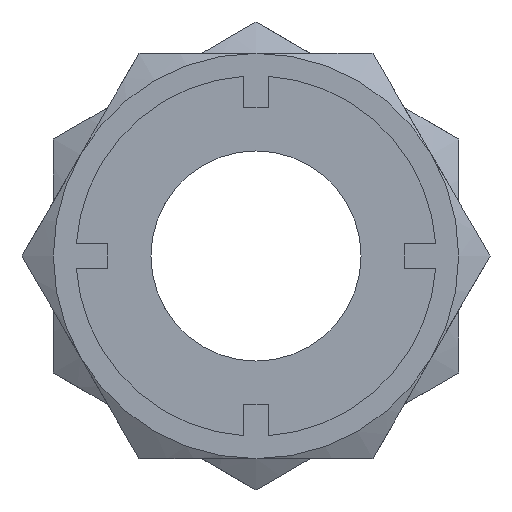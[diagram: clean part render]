
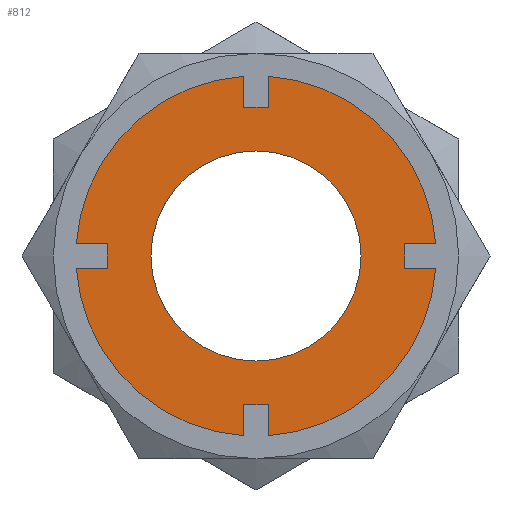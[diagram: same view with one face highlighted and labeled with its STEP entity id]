
A CAD part, left-side view. The second image highlights one B-rep face of the part: STEP entity #812.
In plain terms, the highlighted planar face has unit normal (-1, 0, 0).
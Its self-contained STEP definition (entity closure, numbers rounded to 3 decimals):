
#332=EDGE_CURVE('',#878,#784,#942,.T.);
#370=EDGE_CURVE('',#464,#890,#984,.T.);
#372=VERTEX_POINT('',#986);
#392=EDGE_CURVE('',#880,#620,#1008,.T.);
#464=VERTEX_POINT('',#1089);
#472=VERTEX_POINT('',#1097);
#476=VERTEX_POINT('',#1101);
#484=EDGE_CURVE('',#762,#372,#1109,.T.);
#492=EDGE_CURVE('',#880,#526,#1118,.T.);
#526=VERTEX_POINT('',#1154);
#546=VERTEX_POINT('',#1178);
#550=EDGE_CURVE('',#546,#620,#1183,.T.);
#554=VERTEX_POINT('',#1187);
#572=EDGE_CURVE('',#472,#554,#1207,.T.);
#590=EDGE_CURVE('',#762,#842,#1226,.T.);
#596=VERTEX_POINT('',#1232);
#604=EDGE_CURVE('',#596,#554,#1241,.T.);
#620=VERTEX_POINT('',#1260);
#626=EDGE_CURVE('',#672,#372,#1266,.T.);
#632=EDGE_CURVE('',#596,#878,#1272,.T.);
#672=VERTEX_POINT('',#1318);
#690=EDGE_CURVE('',#890,#546,#1338,.T.);
#706=EDGE_CURVE('',#832,#800,#1355,.T.);
#714=EDGE_CURVE('',#526,#672,#1363,.T.);
#724=EDGE_CURVE('',#464,#476,#1375,.T.);
#762=VERTEX_POINT('',#1417);
#766=EDGE_CURVE('',#784,#476,#1421,.T.);
#780=EDGE_CURVE('',#842,#472,#1437,.T.);
#784=VERTEX_POINT('',#1441);
#800=VERTEX_POINT('',#1457);
#802=EDGE_CURVE('',#800,#832,#1459,.T.);
#812=ADVANCED_FACE('',(#1470,#1471),#1472,.T.);
#832=VERTEX_POINT('',#1495);
#842=VERTEX_POINT('',#1506);
#878=VERTEX_POINT('',#1546);
#880=VERTEX_POINT('',#1548);
#890=VERTEX_POINT('',#1560);
#942=LINE('',#1611,#1612);
#984=LINE('',#1705,#1706);
#986=CARTESIAN_POINT('',(-15.0,11.973,-0.8));
#1008=CIRCLE('',#1733,12.0);
#1089=CARTESIAN_POINT('',(-15.0,-0.8,11.973));
#1097=CARTESIAN_POINT('',(-15.0,-0.8,-9.9));
#1101=CARTESIAN_POINT('',(-15.0,-11.973,0.8));
#1109=CIRCLE('',#1917,12.0);
#1118=LINE('',#1929,#1930);
#1154=CARTESIAN_POINT('',(-15.0,9.9,0.8));
#1178=CARTESIAN_POINT('',(-15.0,0.8,9.9));
#1183=LINE('',#2077,#2078);
#1187=CARTESIAN_POINT('',(-15.0,-0.8,-11.973));
#1207=LINE('',#2129,#2130);
#1226=LINE('',#2174,#2175);
#1232=CARTESIAN_POINT('',(-15.0,-11.973,-0.8));
#1241=CIRCLE('',#2192,12.0);
#1260=CARTESIAN_POINT('',(-15.0,0.8,11.973));
#1266=LINE('',#2248,#2249);
#1272=LINE('',#2260,#2261);
#1318=CARTESIAN_POINT('',(-15.0,9.9,-0.8));
#1338=LINE('',#2391,#2392);
#1355=CIRCLE('',#2444,7.);
#1363=LINE('',#2473,#2474);
#1375=CIRCLE('',#2488,12.0);
#1417=CARTESIAN_POINT('',(-15.0,0.8,-11.973));
#1421=LINE('',#2560,#2561);
#1437=LINE('',#2600,#2601);
#1441=CARTESIAN_POINT('',(-15.0,-9.9,0.8));
#1457=CARTESIAN_POINT('',(-15.0,0.,-7.));
#1459=CIRCLE('',#2654,7.);
#1470=FACE_BOUND('',#2695,.T.);
#1471=FACE_OUTER_BOUND('',#2696,.T.);
#1472=PLANE('',#2697);
#1495=CARTESIAN_POINT('',(-15.0,0.,7.));
#1506=CARTESIAN_POINT('',(-15.0,0.8,-9.9));
#1546=CARTESIAN_POINT('',(-15.0,-9.9,-0.8));
#1548=CARTESIAN_POINT('',(-15.0,11.973,0.8));
#1560=CARTESIAN_POINT('',(-15.0,-0.8,9.9));
#1611=CARTESIAN_POINT('',(-15.0,-9.9,5.15));
#1612=VECTOR('',#2900,1.0);
#1705=CARTESIAN_POINT('',(-15.0,-0.8,9.7));
#1706=VECTOR('',#2935,1.0);
#1733=AXIS2_PLACEMENT_3D('',#2955,#2956,#2957);
#1917=AXIS2_PLACEMENT_3D('',#3068,#3069,#3070);
#1929=CARTESIAN_POINT('',(-15.0,4.95,0.8));
#1930=VECTOR('',#3087,1.0);
#2077=CARTESIAN_POINT('',(-15.0,0.8,10.75));
#2078=VECTOR('',#3166,1.0);
#2129=CARTESIAN_POINT('',(-15.0,-0.8,-1.25));
#2130=VECTOR('',#3185,1.0);
#2174=CARTESIAN_POINT('',(-15.0,0.8,-0.2));
#2175=VECTOR('',#3196,1.0);
#2192=AXIS2_PLACEMENT_3D('',#3207,#3208,#3209);
#2248=CARTESIAN_POINT('',(-15.0,6.,-0.8));
#2249=VECTOR('',#3239,1.0);
#2260=CARTESIAN_POINT('',(-15.0,-4.95,-0.8));
#2261=VECTOR('',#3242,1.0);
#2391=CARTESIAN_POINT('',(-15.0,0.4,9.9));
#2392=VECTOR('',#3319,1.0);
#2444=AXIS2_PLACEMENT_3D('',#3329,#3330,#3331);
#2473=CARTESIAN_POINT('',(-15.0,9.9,4.35));
#2474=VECTOR('',#3332,1.0);
#2488=AXIS2_PLACEMENT_3D('',#3351,#3352,#3353);
#2560=CARTESIAN_POINT('',(-15.0,-6.,0.8));
#2561=VECTOR('',#3402,1.0);
#2600=CARTESIAN_POINT('',(-15.0,-0.4,-9.9));
#2601=VECTOR('',#3418,1.0);
#2654=AXIS2_PLACEMENT_3D('',#3419,#3420,#3421);
#2695=EDGE_LOOP('',(#3430,#3431));
#2696=EDGE_LOOP('',(#3432,#3433,#3434,#3435,#3436,#3437,#3438,#3439,#3440,#3441,#3442,#3443,#3444,#3445,#3446,#3447));
#2697=AXIS2_PLACEMENT_3D('',#3448,#3449,#3450);
#2900=DIRECTION('',(0.0,0.0,1.0));
#2935=DIRECTION('',(0.0,0.0,-1.0));
#2955=CARTESIAN_POINT('',(-15.0,0.,0.));
#2956=DIRECTION('',(1.0,0.0,0.0));
#2957=DIRECTION('',(0.0,0.,1.0));
#3068=CARTESIAN_POINT('',(-15.0,0.,0.));
#3069=DIRECTION('',(1.0,0.0,0.0));
#3070=DIRECTION('',(0.0,0.,1.0));
#3087=DIRECTION('',(0.0,-1.0,0.0));
#3166=DIRECTION('',(0.0,0.0,1.0));
#3185=DIRECTION('',(0.0,0.0,-1.0));
#3196=DIRECTION('',(0.0,0.0,1.0));
#3207=CARTESIAN_POINT('',(-15.0,0.,0.));
#3208=DIRECTION('',(1.0,0.0,0.0));
#3209=DIRECTION('',(0.0,0.,1.0));
#3239=DIRECTION('',(0.0,1.0,0.0));
#3242=DIRECTION('',(0.0,1.0,0.0));
#3319=DIRECTION('',(0.0,1.0,0.0));
#3329=CARTESIAN_POINT('',(-15.0,0.,0.));
#3330=DIRECTION('',(1.0,0.0,0.0));
#3331=DIRECTION('',(0.0,0.,1.0));
#3332=DIRECTION('',(0.0,0.0,-1.0));
#3351=CARTESIAN_POINT('',(-15.0,0.,0.));
#3352=DIRECTION('',(1.0,0.0,0.0));
#3353=DIRECTION('',(0.0,0.,1.0));
#3402=DIRECTION('',(0.0,-1.0,0.0));
#3418=DIRECTION('',(0.0,-1.0,0.0));
#3419=CARTESIAN_POINT('',(-15.0,0.,0.));
#3420=DIRECTION('',(1.0,0.0,0.0));
#3421=DIRECTION('',(0.0,0.,1.0));
#3430=ORIENTED_EDGE('',*,*,#706,.T.);
#3431=ORIENTED_EDGE('',*,*,#802,.T.);
#3432=ORIENTED_EDGE('',*,*,#632,.T.);
#3433=ORIENTED_EDGE('',*,*,#332,.T.);
#3434=ORIENTED_EDGE('',*,*,#766,.T.);
#3435=ORIENTED_EDGE('',*,*,#724,.F.);
#3436=ORIENTED_EDGE('',*,*,#370,.T.);
#3437=ORIENTED_EDGE('',*,*,#690,.T.);
#3438=ORIENTED_EDGE('',*,*,#550,.T.);
#3439=ORIENTED_EDGE('',*,*,#392,.F.);
#3440=ORIENTED_EDGE('',*,*,#492,.T.);
#3441=ORIENTED_EDGE('',*,*,#714,.T.);
#3442=ORIENTED_EDGE('',*,*,#626,.T.);
#3443=ORIENTED_EDGE('',*,*,#484,.F.);
#3444=ORIENTED_EDGE('',*,*,#590,.T.);
#3445=ORIENTED_EDGE('',*,*,#780,.T.);
#3446=ORIENTED_EDGE('',*,*,#572,.T.);
#3447=ORIENTED_EDGE('',*,*,#604,.F.);
#3448=CARTESIAN_POINT('',(-15.0,0.,9.5));
#3449=DIRECTION('',(-1.0,-0.0,0.0));
#3450=DIRECTION('',(0.0,0.,-1.0));
